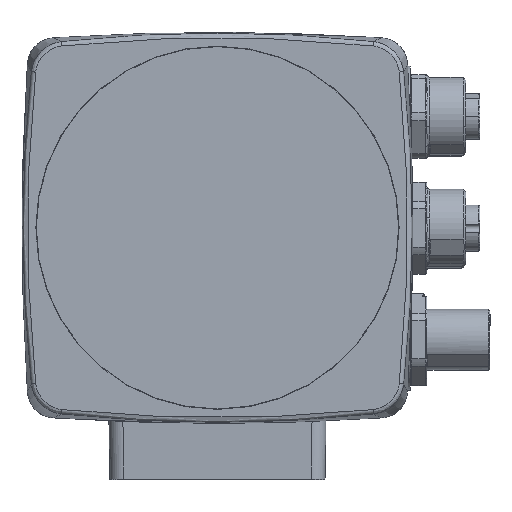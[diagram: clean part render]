
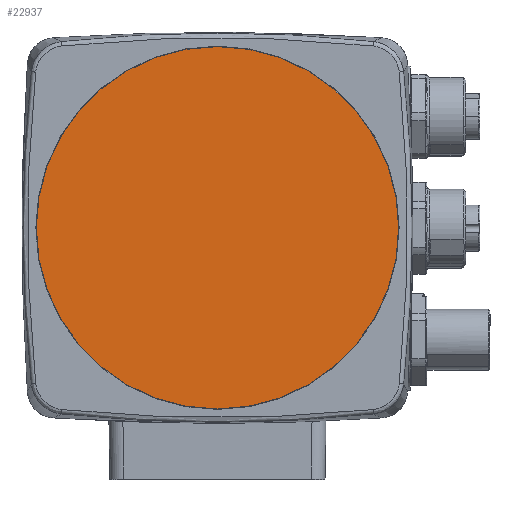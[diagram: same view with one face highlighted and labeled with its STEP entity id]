
A CAD part, top view. The second image highlights one B-rep face of the part: STEP entity #22937.
In plain terms, the highlighted planar face has unit normal (0, 0, 1).
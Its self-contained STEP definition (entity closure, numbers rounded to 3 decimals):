
#22849=CARTESIAN_POINT('',(0.,0.,6.1));
#22850=DIRECTION('',(0.,0.,-1.));
#22851=DIRECTION('',(-1.,0.,0.));
#22852=AXIS2_PLACEMENT_3D('',#22849,#22850,#22851);
#22854=CARTESIAN_POINT('',(0.,0.,6.1));
#22855=DIRECTION('',(0.,0.,-1.));
#22856=DIRECTION('',(1.,0.,0.));
#22857=AXIS2_PLACEMENT_3D('',#22854,#22855,#22856);
#22863=CARTESIAN_POINT('',(32.45,0.,6.1));
#22864=VERTEX_POINT('',#22863);
#22865=CARTESIAN_POINT('',(-32.45,0.,6.1));
#22866=VERTEX_POINT('',#22865);
#22928=CARTESIAN_POINT('',(0.,0.,6.1));
#22929=DIRECTION('',(0.,0.,1.));
#22930=DIRECTION('',(1.,0.,0.));
#22931=AXIS2_PLACEMENT_3D('',#22928,#22929,#22930);
#22932=PLANE('',#22931);
#22933=ORIENTED_EDGE('',*,*,#22894,.T.);
#22934=ORIENTED_EDGE('',*,*,#22915,.T.);
#22935=EDGE_LOOP('',(#22933,#22934));
#22936=FACE_OUTER_BOUND('',#22935,.F.);
#22937=ADVANCED_FACE('',(#22936),#22932,.T.);
#22853=CIRCLE('',#22852,32.45);
#22858=CIRCLE('',#22857,32.45);
#22894=EDGE_CURVE('',#22866,#22864,#22853,.T.);
#22915=EDGE_CURVE('',#22864,#22866,#22858,.T.);
